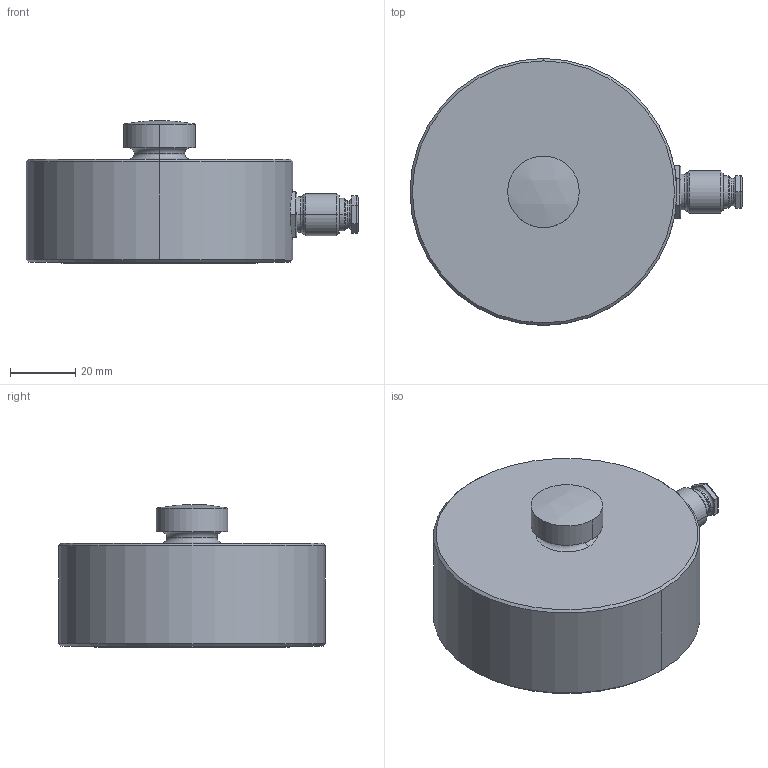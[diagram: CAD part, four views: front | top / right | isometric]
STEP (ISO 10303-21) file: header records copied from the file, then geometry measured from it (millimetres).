
FILE_DESCRIPTION(('STEP AP214'),'1');
FILE_NAME('CBX 15000 kg.stp','2018-01-10T16:33:12',(' '),(' '),'Spatial InterOp 3D',' ',' ');
FILE_SCHEMA(('AUTOMOTIVE_DESIGN { 1 0 10303 214 1 1 1 1 }'));
Length unit declared in the file: metre
Products named in the file (3): CBX 15000 kg; corpo; pressacavo ¼ GAS
Assembly tree (2 placements, depth 2):
  CBX 15000 kg
    corpo
    pressacavo ¼ GAS
Bounding box: 102 x 82 x 43.87 mm (x, y, z)
Volume: 171627.5 mm3; surface area: 21026.1 mm2
Topology: 2 solids, 2 shells, 85 faces, 174 edges, 102 vertices
Faces by surface type: cylinder 34, plane 30, torus 10, cone 10, sphere 1
Entity records: 3042 total; most frequent: DIRECTION 434, CARTESIAN_POINT 430, ORIENTED_EDGE 348, AXIS2_PLACEMENT_3D 174, EDGE_CURVE 174, VERTEX_POINT 102, EDGE_LOOP 94, STYLED_ITEM 87
